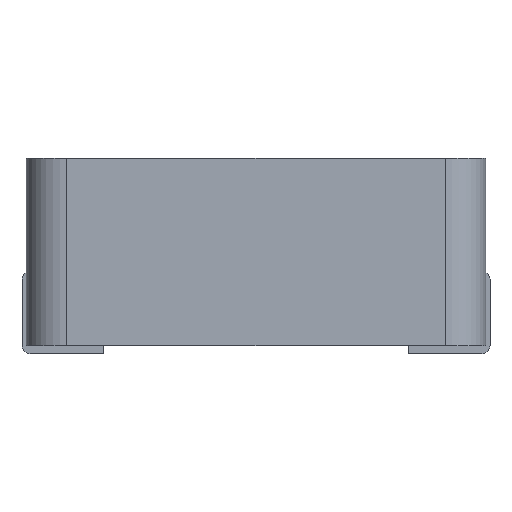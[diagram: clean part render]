
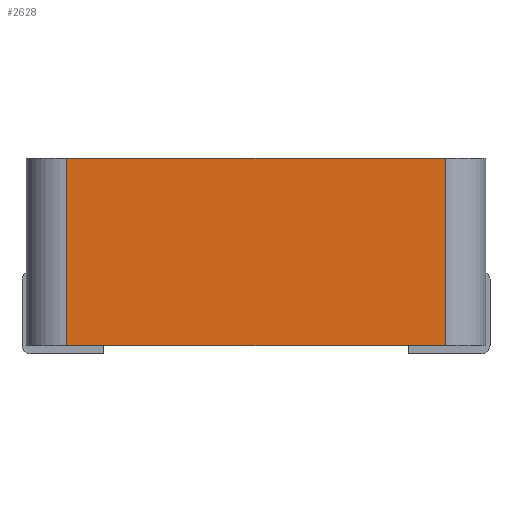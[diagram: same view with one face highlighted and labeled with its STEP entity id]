
A CAD part, front view. The second image highlights one B-rep face of the part: STEP entity #2628.
In plain terms, the highlighted planar face has unit normal (0, -1, 0).
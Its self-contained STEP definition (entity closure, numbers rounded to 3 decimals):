
#49=LINE('',#3476,#244);
#113=LINE('',#3636,#308);
#115=LINE('',#3642,#310);
#122=LINE('',#3655,#317);
#244=VECTOR('',#2827,1000.);
#308=VECTOR('',#2967,1000.);
#310=VECTOR('',#2973,1000.);
#317=VECTOR('',#2992,1000.);
#675=ORIENTED_EDGE('',*,*,#1148,.T.);
#676=ORIENTED_EDGE('',*,*,#1059,.T.);
#677=ORIENTED_EDGE('',*,*,#1141,.F.);
#678=ORIENTED_EDGE('',*,*,#1138,.F.);
#1059=EDGE_CURVE('',#1339,#1340,#49,.T.);
#1138=EDGE_CURVE('',#1396,#1397,#113,.T.);
#1141=EDGE_CURVE('',#1397,#1340,#115,.T.);
#1148=EDGE_CURVE('',#1396,#1339,#122,.T.);
#1339=VERTEX_POINT('',#3477);
#1340=VERTEX_POINT('',#3478);
#1396=VERTEX_POINT('',#3635);
#1397=VERTEX_POINT('',#3637);
#1574=EDGE_LOOP('',(#675,#676,#677,#678));
#1690=FACE_BOUND('',#1574,.T.);
#1791=PLANE('',#2754);
#2628=ADVANCED_FACE('',(#1690),#1791,.F.);
#2754=AXIS2_PLACEMENT_3D('',#3656,#2993,#2994);
#2827=DIRECTION('',(-1.,0.,0.));
#2967=DIRECTION('',(-1.,0.,0.));
#2973=DIRECTION('',(0.,0.,1.));
#2992=DIRECTION('',(0.,0.,1.));
#2993=DIRECTION('',(0.,1.,0.));
#2994=DIRECTION('',(-1.,0.,0.));
#3476=CARTESIAN_POINT('',(5.65,-5.,0.6));
#3477=CARTESIAN_POINT('',(4.65,-5.,0.6));
#3478=CARTESIAN_POINT('',(-4.65,-5.,0.6));
#3635=CARTESIAN_POINT('',(4.65,-5.,-4.));
#3636=CARTESIAN_POINT('',(-4.65,-5.,-4.));
#3637=CARTESIAN_POINT('',(-4.65,-5.,-4.));
#3642=CARTESIAN_POINT('',(-4.65,-5.,-4.));
#3655=CARTESIAN_POINT('',(4.65,-5.,-4.));
#3656=CARTESIAN_POINT('',(-4.65,-5.,-4.));
